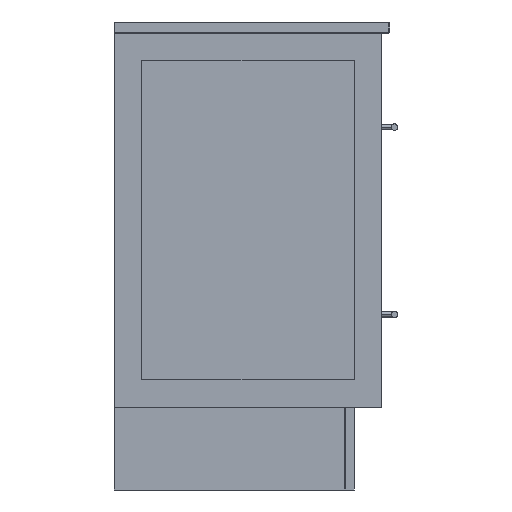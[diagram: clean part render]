
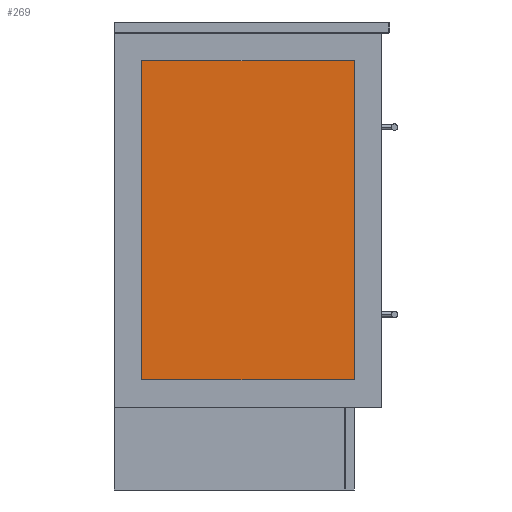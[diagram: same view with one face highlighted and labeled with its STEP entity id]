
A CAD part, left-side view. The second image highlights one B-rep face of the part: STEP entity #269.
In plain terms, the highlighted planar face has unit normal (-1, 0, 0).
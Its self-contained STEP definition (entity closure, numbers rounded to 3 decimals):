
#269=ADVANCED_FACE('',(#392),#1859,.T.);
#392=FACE_OUTER_BOUND('',#521,.T.);
#521=EDGE_LOOP('',(#954,#955,#956,#957));
#954=ORIENTED_EDGE('',*,*,#1277,.T.);
#955=ORIENTED_EDGE('',*,*,#1283,.T.);
#956=ORIENTED_EDGE('',*,*,#1281,.T.);
#957=ORIENTED_EDGE('',*,*,#1279,.T.);
#1277=EDGE_CURVE('',#1739,#1738,#1529,.T.);
#1279=EDGE_CURVE('',#1740,#1739,#1531,.T.);
#1281=EDGE_CURVE('',#1741,#1740,#1533,.T.);
#1283=EDGE_CURVE('',#1738,#1741,#1535,.T.);
#1529=B_SPLINE_CURVE_WITH_KNOTS('',1,(#3261,#3262),.UNSPECIFIED.,.F.,.F.,
(2,2),(-386.,0.),.UNSPECIFIED.);
#1531=B_SPLINE_CURVE_WITH_KNOTS('',1,(#3265,#3266),.UNSPECIFIED.,.F.,.F.,
(2,2),(-580.,0.),.UNSPECIFIED.);
#1533=B_SPLINE_CURVE_WITH_KNOTS('',1,(#3269,#3270),.UNSPECIFIED.,.F.,.F.,
(2,2),(-386.,0.),.UNSPECIFIED.);
#1535=B_SPLINE_CURVE_WITH_KNOTS('',1,(#3273,#3274),.UNSPECIFIED.,.F.,.F.,
(2,2),(-580.,0.),.UNSPECIFIED.);
#1738=VERTEX_POINT('',#3223);
#1739=VERTEX_POINT('',#3224);
#1740=VERTEX_POINT('',#3225);
#1741=VERTEX_POINT('',#3226);
#1859=PLANE('',#2179);
#2179=AXIS2_PLACEMENT_3D('',#3210,#2326,$);
#2326=DIRECTION('',(-1.,0.,0.));
#3210=CARTESIAN_POINT('',(-891.,348.,11.4));
#3223=CARTESIAN_POINT('',(-891.,290.,50.));
#3224=CARTESIAN_POINT('',(-891.,290.,436.));
#3225=CARTESIAN_POINT('',(-891.,-290.,436.));
#3226=CARTESIAN_POINT('',(-891.,-290.,50.));
#3261=CARTESIAN_POINT('',(-891.,290.,436.));
#3262=CARTESIAN_POINT('',(-891.,290.,50.));
#3265=CARTESIAN_POINT('',(-891.,-290.,436.));
#3266=CARTESIAN_POINT('',(-891.,290.,436.));
#3269=CARTESIAN_POINT('',(-891.,-290.,50.));
#3270=CARTESIAN_POINT('',(-891.,-290.,436.));
#3273=CARTESIAN_POINT('',(-891.,290.,50.));
#3274=CARTESIAN_POINT('',(-891.,-290.,50.));
